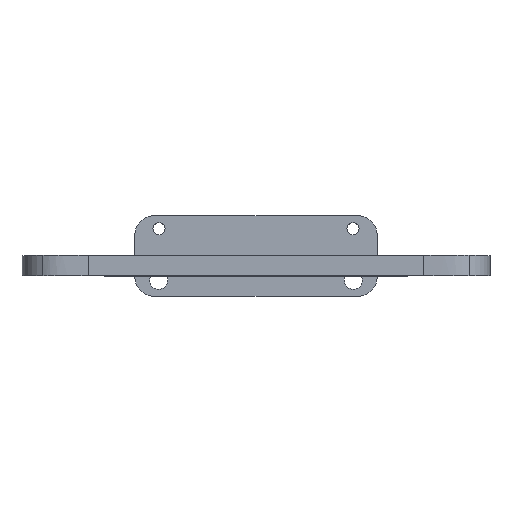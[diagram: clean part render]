
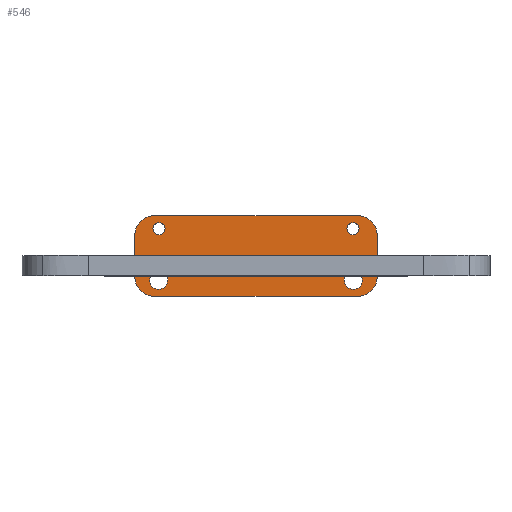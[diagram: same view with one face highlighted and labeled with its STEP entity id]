
A CAD part, top view. The second image highlights one B-rep face of the part: STEP entity #546.
In plain terms, the highlighted planar face has unit normal (0, 0, 1).
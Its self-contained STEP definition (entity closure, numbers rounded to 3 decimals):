
#33=FACE_BOUND('',#78,.T.);
#34=FACE_BOUND('',#79,.T.);
#35=FACE_BOUND('',#80,.T.);
#36=FACE_BOUND('',#81,.T.);
#37=FACE_BOUND('',#82,.T.);
#48=FACE_OUTER_BOUND('',#77,.T.);
#77=EDGE_LOOP('',(#375,#376,#377,#378,#379,#380,#381,#382));
#78=EDGE_LOOP('',(#383));
#79=EDGE_LOOP('',(#384));
#80=EDGE_LOOP('',(#385));
#81=EDGE_LOOP('',(#386));
#82=EDGE_LOOP('',(#387,#388,#389,#390));
#121=LINE('',#800,#171);
#122=LINE('',#804,#172);
#123=LINE('',#808,#173);
#124=LINE('',#811,#174);
#125=LINE('',#822,#175);
#126=LINE('',#824,#176);
#127=LINE('',#826,#177);
#128=LINE('',#827,#178);
#171=VECTOR('',#646,10.);
#172=VECTOR('',#649,10.);
#173=VECTOR('',#652,10.);
#174=VECTOR('',#655,10.);
#175=VECTOR('',#664,10.);
#176=VECTOR('',#665,10.);
#177=VECTOR('',#666,10.);
#178=VECTOR('',#667,10.);
#221=CIRCLE('',#590,5.);
#222=CIRCLE('',#591,5.);
#223=CIRCLE('',#592,5.);
#224=CIRCLE('',#593,5.);
#225=CIRCLE('',#594,2.25);
#226=CIRCLE('',#595,1.5);
#227=CIRCLE('',#596,1.5);
#228=CIRCLE('',#597,2.25);
#245=VERTEX_POINT('',#796);
#246=VERTEX_POINT('',#797);
#247=VERTEX_POINT('',#799);
#248=VERTEX_POINT('',#801);
#249=VERTEX_POINT('',#803);
#250=VERTEX_POINT('',#805);
#251=VERTEX_POINT('',#807);
#252=VERTEX_POINT('',#809);
#253=VERTEX_POINT('',#812);
#254=VERTEX_POINT('',#814);
#255=VERTEX_POINT('',#816);
#256=VERTEX_POINT('',#818);
#257=VERTEX_POINT('',#820);
#258=VERTEX_POINT('',#821);
#259=VERTEX_POINT('',#823);
#260=VERTEX_POINT('',#825);
#297=EDGE_CURVE('',#245,#246,#221,.T.);
#298=EDGE_CURVE('',#246,#247,#121,.T.);
#299=EDGE_CURVE('',#247,#248,#222,.T.);
#300=EDGE_CURVE('',#248,#249,#122,.T.);
#301=EDGE_CURVE('',#249,#250,#223,.T.);
#302=EDGE_CURVE('',#250,#251,#123,.T.);
#303=EDGE_CURVE('',#251,#252,#224,.T.);
#304=EDGE_CURVE('',#252,#245,#124,.T.);
#305=EDGE_CURVE('',#253,#253,#225,.T.);
#306=EDGE_CURVE('',#254,#254,#226,.T.);
#307=EDGE_CURVE('',#255,#255,#227,.T.);
#308=EDGE_CURVE('',#256,#256,#228,.T.);
#309=EDGE_CURVE('',#257,#258,#125,.T.);
#310=EDGE_CURVE('',#257,#259,#126,.T.);
#311=EDGE_CURVE('',#259,#260,#127,.T.);
#312=EDGE_CURVE('',#258,#260,#128,.T.);
#375=ORIENTED_EDGE('',*,*,#297,.T.);
#376=ORIENTED_EDGE('',*,*,#298,.T.);
#377=ORIENTED_EDGE('',*,*,#299,.T.);
#378=ORIENTED_EDGE('',*,*,#300,.T.);
#379=ORIENTED_EDGE('',*,*,#301,.T.);
#380=ORIENTED_EDGE('',*,*,#302,.T.);
#381=ORIENTED_EDGE('',*,*,#303,.T.);
#382=ORIENTED_EDGE('',*,*,#304,.T.);
#383=ORIENTED_EDGE('',*,*,#305,.T.);
#384=ORIENTED_EDGE('',*,*,#306,.T.);
#385=ORIENTED_EDGE('',*,*,#307,.T.);
#386=ORIENTED_EDGE('',*,*,#308,.T.);
#387=ORIENTED_EDGE('',*,*,#309,.F.);
#388=ORIENTED_EDGE('',*,*,#310,.T.);
#389=ORIENTED_EDGE('',*,*,#311,.T.);
#390=ORIENTED_EDGE('',*,*,#312,.F.);
#531=PLANE('',#589);
#546=ADVANCED_FACE('',(#48,#33,#34,#35,#36,#37),#531,.T.);
#589=AXIS2_PLACEMENT_3D('',#795,#642,#643);
#590=AXIS2_PLACEMENT_3D('',#798,#644,#645);
#591=AXIS2_PLACEMENT_3D('',#802,#647,#648);
#592=AXIS2_PLACEMENT_3D('',#806,#650,#651);
#593=AXIS2_PLACEMENT_3D('',#810,#653,#654);
#594=AXIS2_PLACEMENT_3D('',#813,#656,#657);
#595=AXIS2_PLACEMENT_3D('',#815,#658,#659);
#596=AXIS2_PLACEMENT_3D('',#817,#660,#661);
#597=AXIS2_PLACEMENT_3D('',#819,#662,#663);
#642=DIRECTION('center_axis',(0.,0.,1.));
#643=DIRECTION('ref_axis',(1.,0.,0.));
#644=DIRECTION('center_axis',(0.,0.,1.));
#645=DIRECTION('ref_axis',(-1.,0.,0.));
#646=DIRECTION('',(1.,0.,0.));
#647=DIRECTION('center_axis',(0.,0.,1.));
#648=DIRECTION('ref_axis',(0.,-1.,0.));
#649=DIRECTION('',(0.,1.,0.));
#650=DIRECTION('center_axis',(0.,0.,1.));
#651=DIRECTION('ref_axis',(1.,0.,0.));
#652=DIRECTION('',(-1.,0.,0.));
#653=DIRECTION('center_axis',(0.,0.,1.));
#654=DIRECTION('ref_axis',(0.,1.,0.));
#655=DIRECTION('',(0.,-1.,0.));
#656=DIRECTION('center_axis',(0.,0.,-1.));
#657=DIRECTION('ref_axis',(1.,0.,0.));
#658=DIRECTION('center_axis',(0.,0.,-1.));
#659=DIRECTION('ref_axis',(1.,0.,0.));
#660=DIRECTION('center_axis',(0.,0.,-1.));
#661=DIRECTION('ref_axis',(1.,0.,0.));
#662=DIRECTION('center_axis',(0.,0.,-1.));
#663=DIRECTION('ref_axis',(1.,0.,0.));
#664=DIRECTION('',(0.,1.,0.));
#665=DIRECTION('',(-1.,0.,0.));
#666=DIRECTION('',(0.,1.,0.));
#667=DIRECTION('',(-1.,0.,0.));
#795=CARTESIAN_POINT('Origin',(25.,15.,2.));
#796=CARTESIAN_POINT('',(-5.,10.,2.));
#797=CARTESIAN_POINT('',(0.,5.,2.));
#798=CARTESIAN_POINT('Origin',(0.,10.,2.));
#799=CARTESIAN_POINT('',(50.,5.,2.));
#800=CARTESIAN_POINT('',(50.,5.,2.));
#801=CARTESIAN_POINT('',(55.,10.,2.));
#802=CARTESIAN_POINT('Origin',(50.,10.,2.));
#803=CARTESIAN_POINT('',(55.,20.,2.));
#804=CARTESIAN_POINT('',(55.,20.,2.));
#805=CARTESIAN_POINT('',(50.,25.,2.));
#806=CARTESIAN_POINT('Origin',(50.,20.,2.));
#807=CARTESIAN_POINT('',(0.,25.,2.));
#808=CARTESIAN_POINT('',(0.,25.,2.));
#809=CARTESIAN_POINT('',(-5.,20.,2.));
#810=CARTESIAN_POINT('Origin',(0.,20.,2.));
#811=CARTESIAN_POINT('',(-5.,10.,2.));
#812=CARTESIAN_POINT('',(46.85,9.,2.));
#813=CARTESIAN_POINT('Origin',(49.1,9.,2.));
#814=CARTESIAN_POINT('',(-0.5,21.75,2.));
#815=CARTESIAN_POINT('Origin',(1.,21.75,2.));
#816=CARTESIAN_POINT('',(47.5,21.75,2.));
#817=CARTESIAN_POINT('Origin',(49.,21.75,2.));
#818=CARTESIAN_POINT('',(-1.35,9.,2.));
#819=CARTESIAN_POINT('Origin',(0.9,9.,2.));
#820=CARTESIAN_POINT('',(45.,10.,2.));
#821=CARTESIAN_POINT('',(45.,15.,2.));
#822=CARTESIAN_POINT('',(45.,10.,2.));
#823=CARTESIAN_POINT('',(5.,10.,2.));
#824=CARTESIAN_POINT('',(45.,10.,2.));
#825=CARTESIAN_POINT('',(5.,15.,2.));
#826=CARTESIAN_POINT('',(5.,10.,2.));
#827=CARTESIAN_POINT('',(45.,15.,2.));
